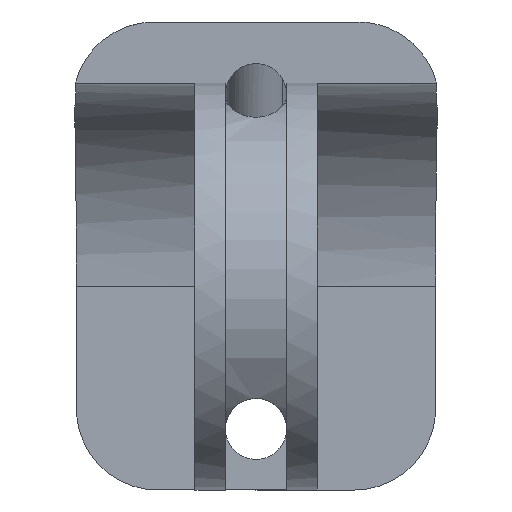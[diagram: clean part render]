
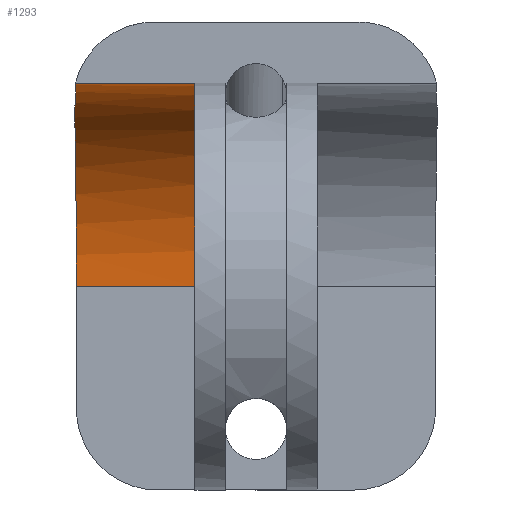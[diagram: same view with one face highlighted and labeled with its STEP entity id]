
A CAD part, front view. The second image highlights one B-rep face of the part: STEP entity #1293.
In plain terms, the highlighted cylindrical face has radius 10 mm (diameter 20 mm), a partial arc.
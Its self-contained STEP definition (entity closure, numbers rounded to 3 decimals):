
#1074=CARTESIAN_POINT('Vertex',(-3.,-15.,20.)) ;
#1104=CARTESIAN_POINT('Axis2P3D Location',(-3.,-15.,10.)) ;
#1108=CARTESIAN_POINT('Vertex',(-3.,-5.,10.)) ;
#1242=CARTESIAN_POINT('Axis2P3D Location',(6.44,-15.,10.)) ;
#1248=CARTESIAN_POINT('Control Point',(-8.854,-13.508,19.888)) ;
#1249=CARTESIAN_POINT('Control Point',(-8.861,-14.002,19.963)) ;
#1250=CARTESIAN_POINT('Control Point',(-8.869,-14.501,20.)) ;
#1251=CARTESIAN_POINT('Control Point',(-8.877,-15.,20.)) ;
#1252=CARTESIAN_POINT('Vertex',(-8.854,-13.508,19.888)) ;
#1254=CARTESIAN_POINT('Vertex',(-8.877,-15.,20.)) ;
#1258=CARTESIAN_POINT('Control Point',(-8.907,-9.422,18.299)) ;
#1259=CARTESIAN_POINT('Control Point',(-8.923,-10.339,18.916)) ;
#1260=CARTESIAN_POINT('Control Point',(-8.863,-11.347,19.397)) ;
#1261=CARTESIAN_POINT('Control Point',(-8.836,-12.415,19.723)) ;
#1262=CARTESIAN_POINT('Control Point',(-8.854,-13.508,19.888)) ;
#1263=CARTESIAN_POINT('Vertex',(-8.907,-9.422,18.299)) ;
#1267=CARTESIAN_POINT('Control Point',(-8.83,-5.,10.)) ;
#1268=CARTESIAN_POINT('Control Point',(-8.83,-5.,12.448)) ;
#1269=CARTESIAN_POINT('Control Point',(-8.844,-5.801,14.901)) ;
#1270=CARTESIAN_POINT('Control Point',(-8.871,-7.39,16.934)) ;
#1271=CARTESIAN_POINT('Control Point',(-8.907,-9.422,18.299)) ;
#1272=CARTESIAN_POINT('Vertex',(-8.83,-5.,10.)) ;
#1275=CARTESIAN_POINT('Line Origine',(0.,-5.,10.)) ;
#1280=CARTESIAN_POINT('Line Origine',(0.,-15.,20.)) ;
#1105=DIRECTION('Axis2P3D Direction',(1.,0.,0.)) ;
#1243=DIRECTION('Axis2P3D Direction',(1.,0.,0.)) ;
#1244=DIRECTION('Axis2P3D XDirection',(0.,1.,0.)) ;
#1276=DIRECTION('Vector Direction',(1.,0.,0.)) ;
#1281=DIRECTION('Vector Direction',(1.,0.,0.)) ;
#1106=AXIS2_PLACEMENT_3D('Circle Axis2P3D',#1104,#1105,$) ;
#1245=AXIS2_PLACEMENT_3D('Cylinder Axis2P3D',#1242,#1243,#1244) ;
#1286=ORIENTED_EDGE('',*,*,#1256,.F.) ;
#1287=ORIENTED_EDGE('',*,*,#1265,.F.) ;
#1288=ORIENTED_EDGE('',*,*,#1274,.T.) ;
#1289=ORIENTED_EDGE('',*,*,#1279,.F.) ;
#1290=ORIENTED_EDGE('',*,*,#1110,.T.) ;
#1291=ORIENTED_EDGE('',*,*,#1284,.F.) ;
#1277=VECTOR('Line Direction',#1276,1.) ;
#1282=VECTOR('Line Direction',#1281,1.) ;
#1293=ADVANCED_FACE('PartBody',(#1292),#1246,.F.) ;
#1247=B_SPLINE_CURVE_WITH_KNOTS('',3,(#1248,#1249,#1250,#1251),.UNSPECIFIED.,.F.,.U.,(4,4),(0.,2.803),.UNSPECIFIED.) ;
#1257=B_SPLINE_CURVE_WITH_KNOTS('',4,(#1258,#1259,#1260,#1261,#1262),.UNSPECIFIED.,.F.,.U.,(5,5),(0.,6.253),.UNSPECIFIED.) ;
#1266=B_SPLINE_CURVE_WITH_KNOTS('',4,(#1267,#1268,#1269,#1270,#1271),.UNSPECIFIED.,.F.,.U.,(5,5),(0.,13.846),.UNSPECIFIED.) ;
#1107=CIRCLE('generated circle',#1106,10.) ;
#1246=CYLINDRICAL_SURFACE('generated cylinder',#1245,10.) ;
#1110=EDGE_CURVE('',#1109,#1075,#1107,.T.) ;
#1256=EDGE_CURVE('',#1253,#1255,#1247,.T.) ;
#1265=EDGE_CURVE('',#1264,#1253,#1257,.T.) ;
#1274=EDGE_CURVE('',#1264,#1273,#1266,.F.) ;
#1279=EDGE_CURVE('',#1109,#1273,#1278,.F.) ;
#1284=EDGE_CURVE('',#1255,#1075,#1283,.T.) ;
#1285=EDGE_LOOP('',(#1286,#1287,#1288,#1289,#1290,#1291)) ;
#1292=FACE_OUTER_BOUND('',#1285,.T.) ;
#1278=LINE('Line',#1275,#1277) ;
#1283=LINE('Line',#1280,#1282) ;
#1075=VERTEX_POINT('',#1074) ;
#1109=VERTEX_POINT('',#1108) ;
#1253=VERTEX_POINT('',#1252) ;
#1255=VERTEX_POINT('',#1254) ;
#1264=VERTEX_POINT('',#1263) ;
#1273=VERTEX_POINT('',#1272) ;
